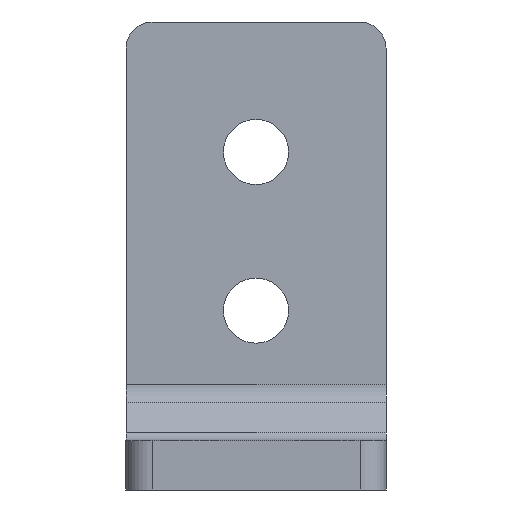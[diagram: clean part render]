
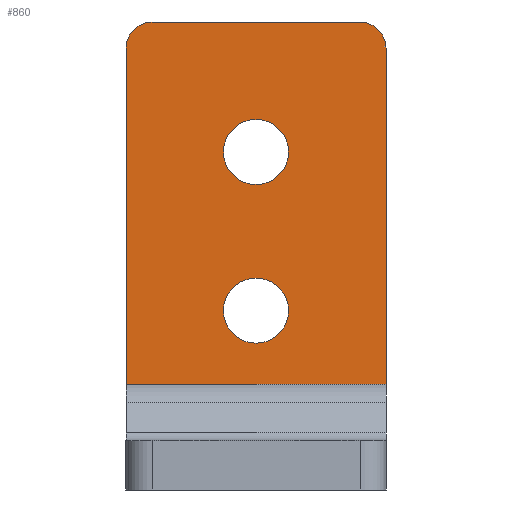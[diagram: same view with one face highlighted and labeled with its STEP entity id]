
A CAD part, left-side view. The second image highlights one B-rep face of the part: STEP entity #860.
In plain terms, the highlighted planar face has unit normal (-1, 0, 0).
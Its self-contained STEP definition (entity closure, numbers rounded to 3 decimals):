
#34=FACE_BOUND('',#134,.T.);
#35=FACE_BOUND('',#135,.T.);
#56=CIRCLE('',#948,2.);
#57=CIRCLE('',#949,2.);
#58=CIRCLE('',#950,2.5);
#59=CIRCLE('',#951,2.5);
#82=FACE_OUTER_BOUND('',#133,.T.);
#133=EDGE_LOOP('',(#700,#701,#702,#703,#704,#705));
#134=EDGE_LOOP('',(#706));
#135=EDGE_LOOP('',(#707));
#169=LINE('',#1238,#268);
#225=LINE('',#1372,#324);
#237=LINE('',#1413,#336);
#238=LINE('',#1417,#337);
#268=VECTOR('',#993,1.);
#324=VECTOR('',#1105,10.);
#336=VECTOR('',#1141,1.);
#337=VECTOR('',#1146,1.);
#365=VERTEX_POINT('',#1235);
#366=VERTEX_POINT('',#1237);
#413=VERTEX_POINT('',#1365);
#416=VERTEX_POINT('',#1370);
#433=VERTEX_POINT('',#1412);
#434=VERTEX_POINT('',#1415);
#435=VERTEX_POINT('',#1418);
#436=VERTEX_POINT('',#1420);
#449=EDGE_CURVE('',#366,#365,#169,.T.);
#517=EDGE_CURVE('',#416,#413,#225,.T.);
#537=EDGE_CURVE('',#416,#433,#237,.T.);
#538=EDGE_CURVE('',#366,#433,#56,.F.);
#539=EDGE_CURVE('',#434,#365,#57,.F.);
#540=EDGE_CURVE('',#413,#434,#238,.T.);
#541=EDGE_CURVE('',#435,#435,#58,.T.);
#542=EDGE_CURVE('',#436,#436,#59,.T.);
#700=ORIENTED_EDGE('',*,*,#517,.F.);
#701=ORIENTED_EDGE('',*,*,#537,.T.);
#702=ORIENTED_EDGE('',*,*,#538,.F.);
#703=ORIENTED_EDGE('',*,*,#449,.T.);
#704=ORIENTED_EDGE('',*,*,#539,.F.);
#705=ORIENTED_EDGE('',*,*,#540,.F.);
#706=ORIENTED_EDGE('',*,*,#541,.F.);
#707=ORIENTED_EDGE('',*,*,#542,.F.);
#826=PLANE('',#947);
#860=ADVANCED_FACE('',(#82,#34,#35),#826,.T.);
#947=AXIS2_PLACEMENT_3D('',#1411,#1139,#1140);
#948=AXIS2_PLACEMENT_3D('',#1414,#1142,#1143);
#949=AXIS2_PLACEMENT_3D('',#1416,#1144,#1145);
#950=AXIS2_PLACEMENT_3D('',#1419,#1147,#1148);
#951=AXIS2_PLACEMENT_3D('',#1421,#1149,#1150);
#993=DIRECTION('',(0.,1.,0.));
#1105=DIRECTION('',(0.,1.,0.));
#1139=DIRECTION('center_axis',(-1.,0.,0.));
#1140=DIRECTION('ref_axis',(0.,-1.,0.));
#1141=DIRECTION('',(0.,0.,1.));
#1142=DIRECTION('center_axis',(-1.,0.,0.));
#1143=DIRECTION('ref_axis',(0.,-1.,0.));
#1144=DIRECTION('center_axis',(-1.,0.,0.));
#1145=DIRECTION('ref_axis',(0.,0.,
1.));
#1146=DIRECTION('',(0.,0.,1.));
#1147=DIRECTION('center_axis',(-1.,0.,0.));
#1148=DIRECTION('ref_axis',(0.,0.,
1.));
#1149=DIRECTION('center_axis',(-1.,0.,0.));
#1150=DIRECTION('ref_axis',(0.,0.,
1.));
#1235=CARTESIAN_POINT('',(-2.8,-2.,35.));
#1237=CARTESIAN_POINT('',(-2.8,-18.,35.));
#1238=CARTESIAN_POINT('',(-2.8,-13.,35.));
#1365=CARTESIAN_POINT('',(-2.8,0.,7.128));
#1370=CARTESIAN_POINT('',(-2.8,-20.,7.128));
#1372=CARTESIAN_POINT('',(-2.8,0.,7.128));
#1411=CARTESIAN_POINT('Origin',(-2.8,0.,2.8));
#1412=CARTESIAN_POINT('',(-2.8,-20.,33.));
#1413=CARTESIAN_POINT('',(-2.8,-20.,2.8));
#1414=CARTESIAN_POINT('Origin',(-2.8,-18.,33.));
#1415=CARTESIAN_POINT('',(-2.8,0.,33.));
#1416=CARTESIAN_POINT('Origin',(-2.8,-2.,33.));
#1417=CARTESIAN_POINT('',(-2.8,0.,2.8));
#1418=CARTESIAN_POINT('',(-2.8,-10.,22.5));
#1419=CARTESIAN_POINT('Origin',(-2.8,-10.,25.));
#1420=CARTESIAN_POINT('',(-2.8,-10.,10.3));
#1421=CARTESIAN_POINT('Origin',(-2.8,-10.,12.8));
